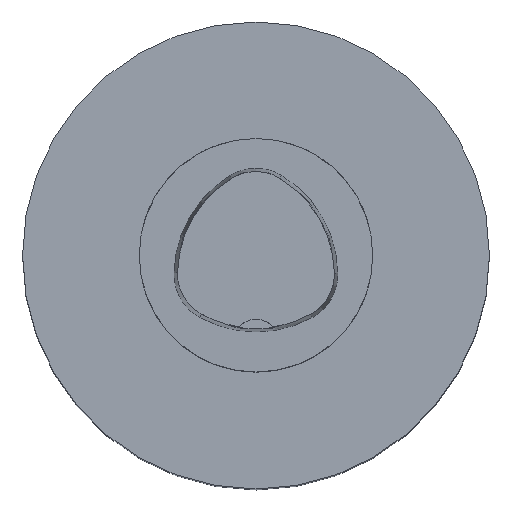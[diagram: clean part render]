
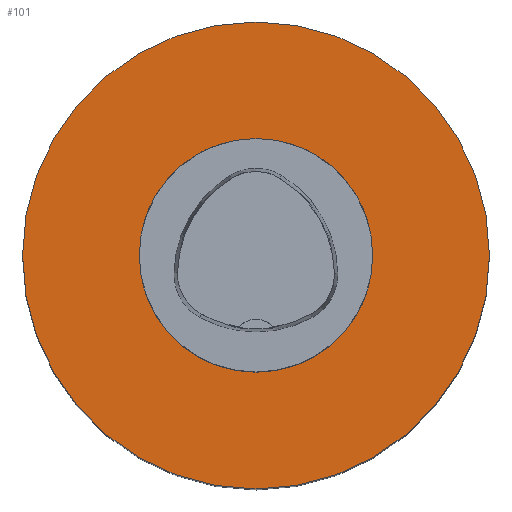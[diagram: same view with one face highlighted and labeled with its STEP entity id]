
A CAD part, top view. The second image highlights one B-rep face of the part: STEP entity #101.
In plain terms, the highlighted planar face has unit normal (0, 0, 1).
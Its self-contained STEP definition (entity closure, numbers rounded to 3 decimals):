
#54=FACE_BOUND('',#161,.T.);
#55=FACE_BOUND('',#162,.T.);
#74=PLANE('',#506);
#101=ADVANCED_FACE('',(#54,#55),#74,.T.);
#161=EDGE_LOOP('',(#309));
#162=EDGE_LOOP('',(#310));
#309=ORIENTED_EDGE('',*,*,#389,.T.);
#310=ORIENTED_EDGE('',*,*,#400,.F.);
#346=VERTEX_POINT('',#741);
#348=VERTEX_POINT('',#770);
#389=EDGE_CURVE('',#346,#346,#417,.T.);
#400=EDGE_CURVE('',#348,#348,#420,.T.);
#417=CIRCLE('',#486,20.);
#420=CIRCLE('',#505,40.);
#486=AXIS2_PLACEMENT_3D('',#740,#594,#595);
#505=AXIS2_PLACEMENT_3D('',#769,#640,#641);
#506=AXIS2_PLACEMENT_3D('',#771,#642,#643);
#594=DIRECTION('',(0.,0.,-1.));
#595=DIRECTION('',(-1.,0.,0.));
#640=DIRECTION('',(0.,0.,-1.));
#641=DIRECTION('',(-1.,0.,0.));
#642=DIRECTION('',(0.,0.,1.));
#643=DIRECTION('',(1.,0.,0.));
#740=CARTESIAN_POINT('',(0.,0.,-21.2));
#741=CARTESIAN_POINT('',(-20.,0.,-21.2));
#769=CARTESIAN_POINT('',(0.,0.,-21.2));
#770=CARTESIAN_POINT('',(-40.,0.,-21.2));
#771=CARTESIAN_POINT('',(0.,0.,-21.2));
